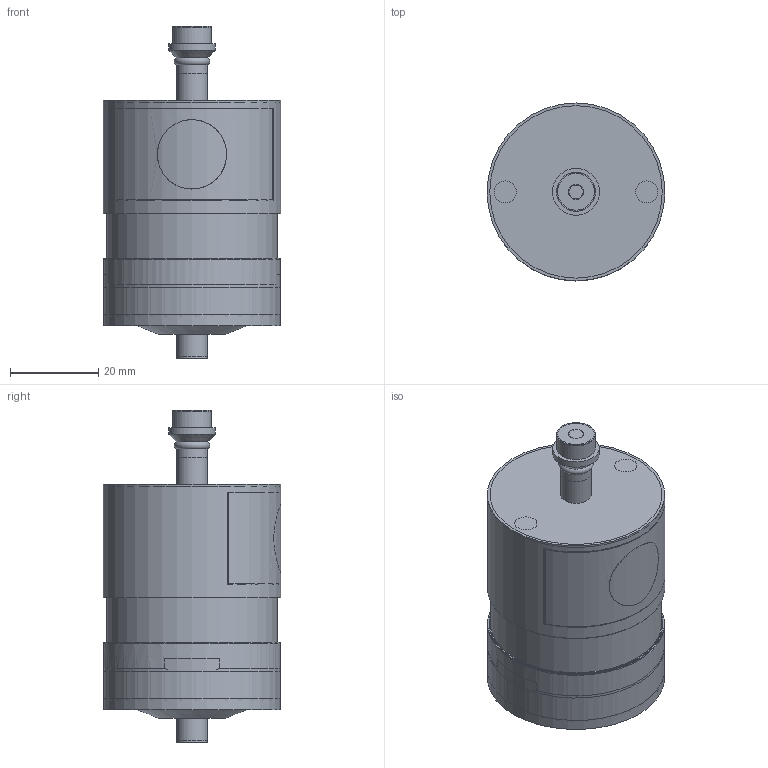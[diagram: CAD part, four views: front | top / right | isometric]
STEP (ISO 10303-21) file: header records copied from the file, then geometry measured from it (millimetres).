
FILE_DESCRIPTION(/* description */ (''),/* implementation_level */ '2;1');
FILE_NAME(/* name */ '10001036788nxv000_01_214.stp',/* time_stamp */ '2023-02-09T09:23:27+01:00',/* author */ (''),/* organization */ (''),/* preprocessor_version */ 'ST-DEVELOPER v18.1',/* originating_system */ 'SIEMENS PLM Software NX 2000',/* authorisation */ '');
FILE_SCHEMA (('AUTOMOTIVE_DESIGN { 1 0 10303 214 3 1 1 1 }'));
Length unit declared in the file: millimetre
Products named in the file (1): 10001036788nxv000_01
Bounding box: 40.25 x 40.25 x 75.14 mm (x, y, z)
Surface area: 34479.7 mm2
Topology: 3 solids, 5 shells, 331 faces, 764 edges, 483 vertices
Faces by surface type: plane 168, cylinder 92, cone 55, torus 14, sphere 2
Full cylindrical faces by diameter (mm): 1.89 x4, 2 x4, 3.4 x3, 3.432 x2, 3.5 x2, 5 x4, 7 x6, 8.8 x3, 10.6 x3, 12 x2, 15.5 x2, 15.7 x2, 25 x2, 38.7 x3, 39.2 x4, 40 x5, 40.025 x2, 40.25 x1
Entity records: 9060 total; most frequent: CARTESIAN_POINT 2242, DIRECTION 1448, ORIENTED_EDGE 1172, AXIS2_PLACEMENT_3D 592, EDGE_CURVE 586, EDGE_LOOP 504, VERTEX_POINT 434, FACE_BOUND 348
